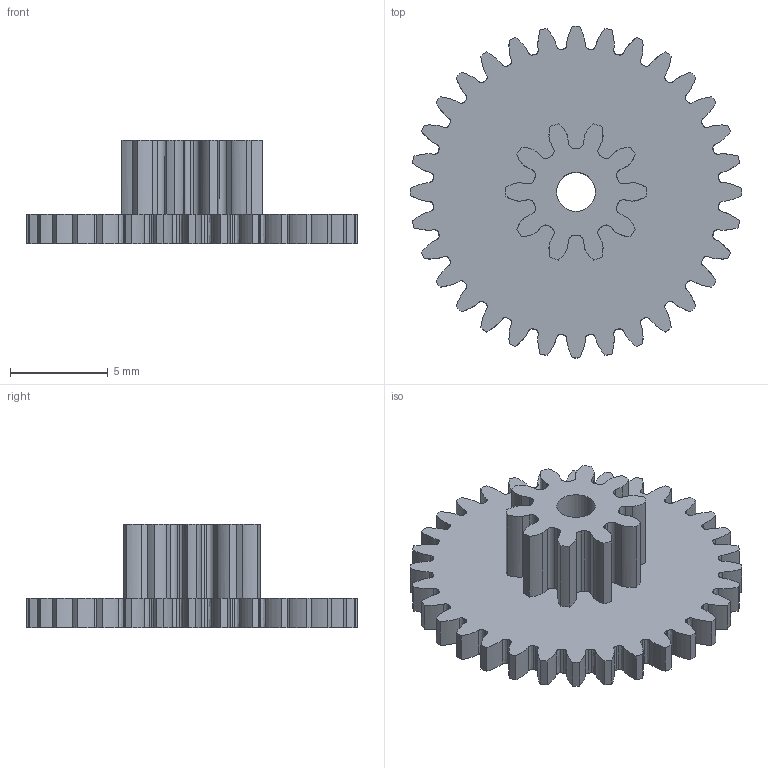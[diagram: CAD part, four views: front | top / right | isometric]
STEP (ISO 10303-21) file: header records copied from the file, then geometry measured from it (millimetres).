
FILE_DESCRIPTION(/* description */ (''),/* implementation_level */ '2;1');
FILE_NAME(/* name */ 'Uolevi gear v1.step',/* time_stamp */ '2024-08-24T12:29:49+03:00',/* author */ (''),/* organization */ (''),/* preprocessor_version */ 'ST-DEVELOPER v20',/* originating_system */ 'Autodesk Translation Framework v13.14.0.145',/* authorisation */ '');
FILE_SCHEMA (('AUTOMOTIVE_DESIGN { 1 0 10303 214 3 1 1 }'));
Products named in the file (3): Uolevi gear; Spur Gear (32 teeth) (2); Spur Gear (10 teeth)
Assembly tree (2 placements, depth 2):
  Uolevi gear
    Spur Gear (32 teeth) (2)
    Spur Gear (10 teeth)
Bounding box: 17 x 17 x 5.3 mm (x, y, z)
Volume: 383.8 mm3; surface area: 719.8 mm2
Topology: 1 solids, 1 shells, 276 faces, 819 edges, 546 vertices
Faces by surface type: bspline 148, cylinder 105, plane 23
Full cylindrical faces by diameter (mm): 2 x1
Entity records: 34331 total; most frequent: CARTESIAN_POINT 28160, ORIENTED_EDGE 1638, DIRECTION 871, EDGE_CURVE 819, VERTEX_POINT 546, AXIS2_PLACEMENT_3D 343, EDGE_LOOP 279, B_SPLINE_CURVE_WITH_KNOTS 276
